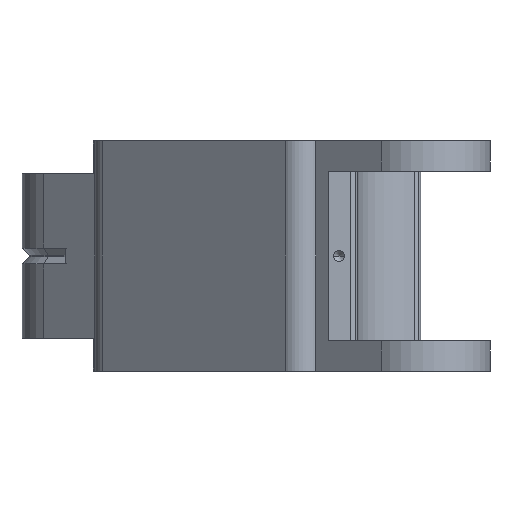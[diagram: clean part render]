
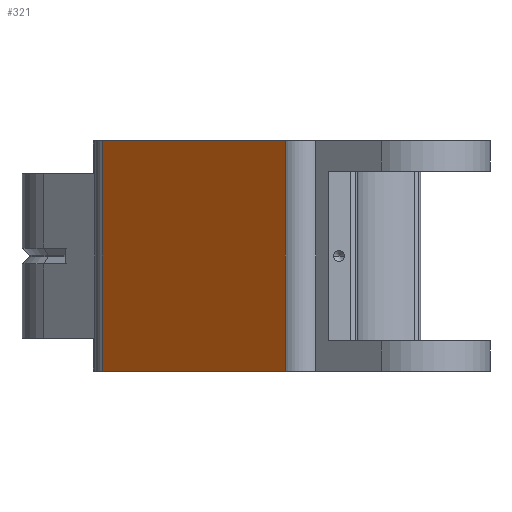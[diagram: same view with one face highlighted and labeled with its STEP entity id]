
A CAD part, left-side view. The second image highlights one B-rep face of the part: STEP entity #321.
In plain terms, the highlighted face is planar.
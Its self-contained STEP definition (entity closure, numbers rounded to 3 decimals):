
#175 = CARTESIAN_POINT ( 'NONE',  ( 15.875, 11.95, -47.39 ) ) ;
#275 = VERTEX_POINT ( 'NONE', #2272 ) ;
#321 = ADVANCED_FACE ( 'NONE', ( #1938 ), #4667, .T. ) ;
#724 = VERTEX_POINT ( 'NONE', #2767 ) ;
#934 = DIRECTION ( 'NONE',  ( 0., 0., 1. ) ) ;
#1005 = CARTESIAN_POINT ( 'NONE',  ( -15.875, 11.95, -13.45 ) ) ;
#1089 = EDGE_CURVE ( 'NONE', #1403, #724, #5603, .T. ) ;
#1403 = VERTEX_POINT ( 'NONE', #1005 ) ;
#1539 = DIRECTION ( 'NONE',  ( 1., 0., 0. ) ) ;
#1905 = DIRECTION ( 'NONE',  ( 0., 0., 1. ) ) ;
#1916 = ORIENTED_EDGE ( 'NONE', *, *, #4488, .F. ) ;
#1938 = FACE_OUTER_BOUND ( 'NONE', #5561, .T. ) ;
#1970 = VECTOR ( 'NONE', #5325, 1000. ) ;
#1985 = DIRECTION ( 'NONE',  ( 0., 0., -1. ) ) ;
#1997 = ORIENTED_EDGE ( 'NONE', *, *, #3816, .F. ) ;
#2013 = CARTESIAN_POINT ( 'NONE',  ( -55.824, 11.95, -13.45 ) ) ;
#2272 = CARTESIAN_POINT ( 'NONE',  ( -15.875, 11.95, -47.39 ) ) ;
#2633 = VECTOR ( 'NONE', #1539, 1000. ) ;
#2678 = EDGE_CURVE ( 'NONE', #1403, #275, #5719, .T. ) ;
#2760 = VERTEX_POINT ( 'NONE', #175 ) ;
#2767 = CARTESIAN_POINT ( 'NONE',  ( 15.875, 11.95, -13.45 ) ) ;
#2775 = LINE ( 'NONE', #4849, #2633 ) ;
#2935 = CARTESIAN_POINT ( 'NONE',  ( -15.875, 11.95, -13.45 ) ) ;
#3301 = CARTESIAN_POINT ( 'NONE',  ( -55.824, 11.95, -13.45 ) ) ;
#3316 = CARTESIAN_POINT ( 'NONE',  ( 15.875, 11.95, -13.45 ) ) ;
#3465 = ORIENTED_EDGE ( 'NONE', *, *, #2678, .F. ) ;
#3777 = DIRECTION ( 'NONE',  ( 0., 1., 0. ) ) ;
#3816 = EDGE_CURVE ( 'NONE', #275, #2760, #2775, .T. ) ;
#4101 = ORIENTED_EDGE ( 'NONE', *, *, #1089, .T. ) ;
#4214 = AXIS2_PLACEMENT_3D ( 'NONE', #3301, #3777, #934 ) ;
#4488 = EDGE_CURVE ( 'NONE', #2760, #724, #6011, .T. ) ;
#4667 = PLANE ( 'NONE',  #4214 ) ;
#4743 = VECTOR ( 'NONE', #1905, 1000. ) ;
#4849 = CARTESIAN_POINT ( 'NONE',  ( -55.824, 11.95, -47.39 ) ) ;
#5325 = DIRECTION ( 'NONE',  ( 1., 0., 0. ) ) ;
#5561 = EDGE_LOOP ( 'NONE', ( #3465, #4101, #1916, #1997 ) ) ;
#5569 = VECTOR ( 'NONE', #1985, 1000. ) ;
#5603 = LINE ( 'NONE', #2013, #1970 ) ;
#5719 = LINE ( 'NONE', #2935, #5569 ) ;
#6011 = LINE ( 'NONE', #3316, #4743 ) ;
